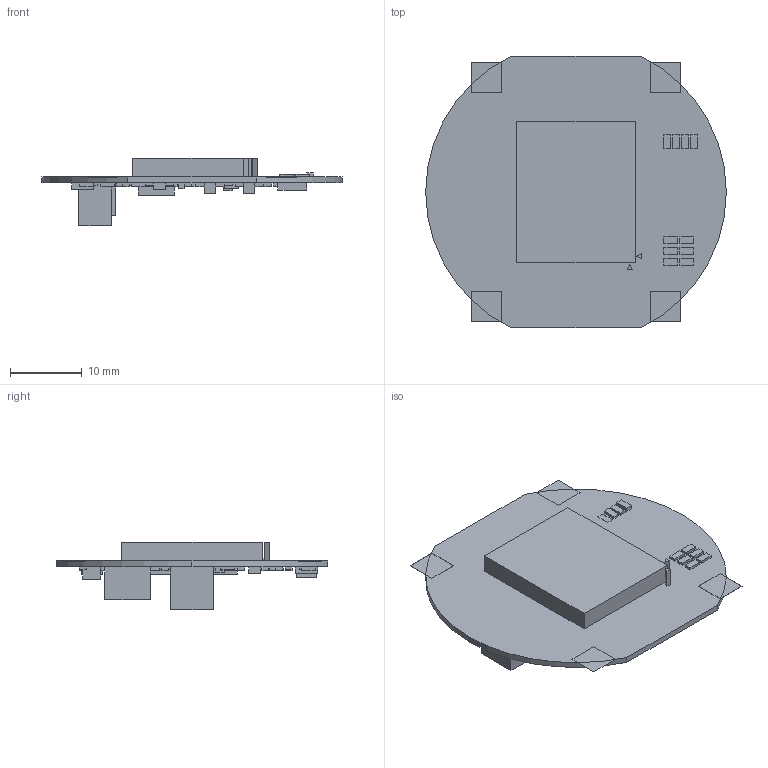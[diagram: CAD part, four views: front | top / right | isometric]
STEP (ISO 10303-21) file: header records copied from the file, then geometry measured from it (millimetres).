
FILE_DESCRIPTION(('STEP AP214'),'1');
FILE_NAME('SE585MBD-C_20250626-TAN-3D.step','2025-06-26T01:53:14',(' '),(' '),'Spatial InterOp 3D','XD3DPlugin XRACreate',' ');
FILE_SCHEMA(('automotive_design'));
Length unit declared in the file: millimetre
Products named in the file (122): DesignRootModel; uid__9223372036858704465; Submodel-noModelForPart_EXC24CE900U_4041873184; placementOutline; Submodel-EXC24CE900U_4041873184_part_EXC24CE; Submodel-noModelForPart_R1608-A-RES_1785026825; Submodel-R1608-A-RES_1785026825_part_R1608-A; Submodel-noModelForPart_R1608-A-0R_1785026825; Submodel-R1608-A-0R_1785026825_part_R1608-A; Submodel-noModelForPart_C1005-A-4.7UF_1921104358; Submodel-C1005-A-4.7UF_1921104358_part_C1005-A; Submodel-noModelForPart_C1005-A-10UF_1921104358; Submodel-C1005-A-10UF_1921104358_part_C1005-A; Submodel-noModelForPart_C1005-A-0.1UF_1921104358; Submodel-C1005-A-0.1UF_1921104358_part_C1005-A; Submodel-noModelForPart_C1005-A-22PF_1921104358; Submodel-C1005-A-22PF_1921104358_part_C1005-A; Submodel-noModelForPart_C1005-A-RES_1921104358; Submodel-C1005-A-RES_1921104358_part_C1005-A; Submodel-noModelForPart_C1005-A-0.01UF_1921104358; Submodel-C1005-A-0.01UF_1921104358_part_C1005-A; Submodel-noModelForPart_C1005-A-1UF_1921104358; Submodel-C1005-A-1UF_1921104358_part_C1005-A; Submodel-noModelForPart_C1005-A-1UF_2071387550; Submodel-C1005-A-1UF_2071387550_part_C1005-A; Submodel-noModelForPart_R1005-A-27K_945268628; Submodel-R1005-A-27K_945268628_part_R1005-A; Submodel-noModelForPart_R1005-A-22K_945268628; Submodel-R1005-A-22K_945268628_part_R1005-A; Submodel-noModelForPart_R1005-A-0R_945268628; Submodel-R1005-A-0R_945268628_part_R1005-A; Submodel-noModelForPart_R1005-A-RES_945268628; Submodel-R1005-A-RES_945268628_part_R1005-A; Submodel-noModelForPart_R1005-A-100R_800208316; Submodel-R1005-A-100R_800208316_part_R1005-A; Submodel-noModelForPart_R1005-A-120K-1P_800208316; Submodel-R1005-A-120K-1P_800208316_part_R1005-A; Submodel-noModelForPart_R1005-A-100K-1P_800208316; Submodel-R1005-A-100K-1P_800208316_part_R1005-A; Submodel-noModelForPart_R1005-A-510K-1P_800208316 ...
Assembly tree (185 placements, depth 5):
  SE585MBD-C_20250626-TAN-3D
    DesignRootModel
      uid__9223372036858704465
      Submodel-EXC24CE900U_4041873184_part_EXC24CE  x5
        Submodel-noModelForPart_EXC24CE900U_4041873184
          placementOutline
      Submodel-R1608-A-RES_1785026825_part_R1608-A  x2
        Submodel-noModelForPart_R1608-A-RES_1785026825
          placementOutline
      Submodel-R1608-A-0R_1785026825_part_R1608-A  x2
        Submodel-noModelForPart_R1608-A-0R_1785026825
          placementOutline
      Submodel-C1005-A-4.7UF_1921104358_part_C1005-A  x8
        Submodel-noModelForPart_C1005-A-4.7UF_1921104358
          placementOutline
      Submodel-C1005-A-10UF_1921104358_part_C1005-A  x14
        Submodel-noModelForPart_C1005-A-10UF_1921104358
          placementOutline
      Submodel-C1005-A-0.1UF_1921104358_part_C1005-A  x16
        Submodel-noModelForPart_C1005-A-0.1UF_1921104358
          placementOutline
      Submodel-C1005-A-22PF_1921104358_part_C1005-A  x2
        Submodel-noModelForPart_C1005-A-22PF_1921104358
          placementOutline
      Submodel-C1005-A-RES_1921104358_part_C1005-A
        Submodel-noModelForPart_C1005-A-RES_1921104358
          placementOutline
      Submodel-C1005-A-0.01UF_1921104358_part_C1005-A
        Submodel-noModelForPart_C1005-A-0.01UF_1921104358
          placementOutline
      Submodel-C1005-A-1UF_1921104358_part_C1005-A  x8
        Submodel-noModelForPart_C1005-A-1UF_1921104358
          placementOutline
      Submodel-C1005-A-1UF_2071387550_part_C1005-A
        Submodel-noModelForPart_C1005-A-1UF_2071387550
          placementOutline
      Submodel-R1005-A-27K_945268628_part_R1005-A
        Submodel-noModelForPart_R1005-A-27K_945268628
          placementOutline
      Submodel-R1005-A-22K_945268628_part_R1005-A
        Submodel-noModelForPart_R1005-A-22K_945268628
          placementOutline
      Submodel-R1005-A-0R_945268628_part_R1005-A  x3
        Submodel-noModelForPart_R1005-A-0R_945268628
          placementOutline
      Submodel-R1005-A-RES_945268628_part_R1005-A  x3
        Submodel-noModelForPart_R1005-A-RES_945268628
          placementOutline
      Submodel-R1005-A-100R_800208316_part_R1005-A  x2
        Submodel-noModelForPart_R1005-A-100R_800208316
          placementOutline
      Submodel-R1005-A-120K-1P_800208316_part_R1005-A
        Submodel-noModelForPart_R1005-A-120K-1P_800208316
          placementOutline
      Submodel-R1005-A-100K-1P_800208316_part_R1005-A  x2
        Submodel-noModelForPart_R1005-A-100K-1P_800208316
          placementOutline
      Submodel-R1005-A-510K-1P_800208316_part_R1005-A
        Submodel-noModelForPart_R1005-A-510K-1P_800208316
          placementOutline
Bounding box: 42 x 38 x 9.45 mm (x, y, z)
Volume: 2411.9 mm3; surface area: 4987.8 mm2
Topology: 106 solids, 106 shells, 640 faces, 1284 edges, 856 vertices
Faces by surface type: plane 634, cylinder 6
Entity records: 12623 total; most frequent: DIRECTION 1570, CARTESIAN_POINT 1381, ORIENTED_EDGE 1032, AXIS2_PLACEMENT_3D 533, EDGE_CURVE 516, LINE 504, VECTOR 504, VERTEX_POINT 344
